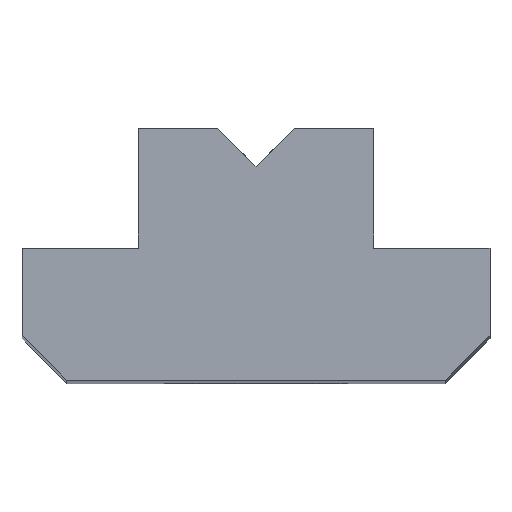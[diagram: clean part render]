
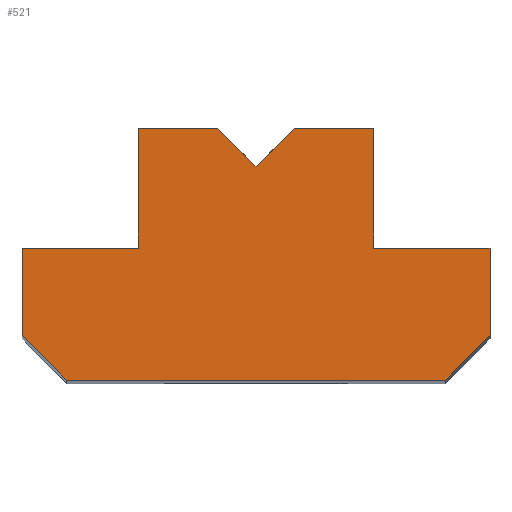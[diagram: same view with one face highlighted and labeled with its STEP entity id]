
A CAD part, top view. The second image highlights one B-rep face of the part: STEP entity #521.
In plain terms, the highlighted planar face has unit normal (0, 0, 1).
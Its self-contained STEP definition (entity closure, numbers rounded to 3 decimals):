
#83=FACE_OUTER_BOUND('',#116,.T.);
#116=EDGE_LOOP('',(#463,#464,#465,#466,#467,#468,#469,#470,#471,#472,#473,
#474,#475));
#131=LINE('',#744,#176);
#134=LINE('',#753,#179);
#136=LINE('',#757,#181);
#138=LINE('',#761,#183);
#140=LINE('',#765,#185);
#144=LINE('',#777,#189);
#148=LINE('',#843,#193);
#151=LINE('',#857,#196);
#153=LINE('',#862,#198);
#155=LINE('',#866,#200);
#157=LINE('',#870,#202);
#159=LINE('',#874,#204);
#161=LINE('',#877,#206);
#176=VECTOR('',#591,15.754);
#179=VECTOR('',#600,2.649);
#181=VECTOR('',#604,3.627);
#183=VECTOR('',#608,4.85);
#185=VECTOR('',#612,5.);
#189=VECTOR('',#622,3.3);
#193=VECTOR('',#676,2.263);
#196=VECTOR('',#687,2.263);
#198=VECTOR('',#693,2.649);
#200=VECTOR('',#697,3.627);
#202=VECTOR('',#701,4.85);
#204=VECTOR('',#705,5.);
#206=VECTOR('',#709,3.3);
#220=VERTEX_POINT('',#741);
#221=VERTEX_POINT('',#743);
#224=VERTEX_POINT('',#751);
#225=VERTEX_POINT('',#755);
#226=VERTEX_POINT('',#759);
#227=VERTEX_POINT('',#763);
#232=VERTEX_POINT('',#775);
#251=VERTEX_POINT('',#841);
#252=VERTEX_POINT('',#855);
#253=VERTEX_POINT('',#861);
#254=VERTEX_POINT('',#865);
#255=VERTEX_POINT('',#869);
#256=VERTEX_POINT('',#873);
#271=EDGE_CURVE('',#220,#221,#131,.T.);
#276=EDGE_CURVE('',#224,#220,#134,.T.);
#278=EDGE_CURVE('',#225,#224,#136,.T.);
#280=EDGE_CURVE('',#226,#225,#138,.T.);
#282=EDGE_CURVE('',#227,#226,#140,.T.);
#288=EDGE_CURVE('',#232,#227,#144,.T.);
#314=EDGE_CURVE('',#251,#232,#148,.T.);
#319=EDGE_CURVE('',#252,#251,#151,.T.);
#321=EDGE_CURVE('',#221,#253,#153,.T.);
#323=EDGE_CURVE('',#253,#254,#155,.T.);
#325=EDGE_CURVE('',#254,#255,#157,.T.);
#327=EDGE_CURVE('',#255,#256,#159,.T.);
#329=EDGE_CURVE('',#256,#252,#161,.T.);
#463=ORIENTED_EDGE('',*,*,#321,.F.);
#464=ORIENTED_EDGE('',*,*,#271,.F.);
#465=ORIENTED_EDGE('',*,*,#276,.F.);
#466=ORIENTED_EDGE('',*,*,#278,.F.);
#467=ORIENTED_EDGE('',*,*,#280,.F.);
#468=ORIENTED_EDGE('',*,*,#282,.F.);
#469=ORIENTED_EDGE('',*,*,#288,.F.);
#470=ORIENTED_EDGE('',*,*,#314,.F.);
#471=ORIENTED_EDGE('',*,*,#319,.F.);
#472=ORIENTED_EDGE('',*,*,#329,.F.);
#473=ORIENTED_EDGE('',*,*,#327,.F.);
#474=ORIENTED_EDGE('',*,*,#325,.F.);
#475=ORIENTED_EDGE('',*,*,#323,.F.);
#494=PLANE('',#570);
#521=ADVANCED_FACE('',(#83),#494,.T.);
#570=AXIS2_PLACEMENT_3D('',#878,#710,#711);
#591=DIRECTION('',(-1.,0.,0.));
#600=DIRECTION('',(-0.707,-0.707,0.));
#604=DIRECTION('',(0.,-1.,0.));
#608=DIRECTION('',(1.,0.,0.));
#612=DIRECTION('',(0.,-1.,0.));
#622=DIRECTION('',(1.,0.,0.));
#676=DIRECTION('',(0.707,0.707,0.));
#687=DIRECTION('',(0.707,-0.707,0.));
#693=DIRECTION('',(-0.707,0.707,0.));
#697=DIRECTION('',(0.,1.,0.));
#701=DIRECTION('',(1.,0.,0.));
#705=DIRECTION('',(0.,1.,0.));
#709=DIRECTION('',(1.,0.,0.));
#710=DIRECTION('center_axis',(0.,0.,1.));
#711=DIRECTION('ref_axis',(1.,0.,0.));
#741=CARTESIAN_POINT('',(7.877,-5.25,190.));
#743=CARTESIAN_POINT('',(-7.877,-5.25,190.));
#744=CARTESIAN_POINT('',(-7.877,-5.25,190.));
#751=CARTESIAN_POINT('',(9.75,-3.377,190.));
#753=CARTESIAN_POINT('',(7.877,-5.25,190.));
#755=CARTESIAN_POINT('',(9.75,0.25,190.));
#757=CARTESIAN_POINT('',(9.75,-3.377,190.));
#759=CARTESIAN_POINT('',(4.9,0.25,190.));
#761=CARTESIAN_POINT('',(9.75,0.25,190.));
#763=CARTESIAN_POINT('',(4.9,5.25,190.));
#765=CARTESIAN_POINT('',(4.9,0.25,190.));
#775=CARTESIAN_POINT('',(1.6,5.25,190.));
#777=CARTESIAN_POINT('',(4.9,5.25,190.));
#841=CARTESIAN_POINT('',(0.,3.65,190.));
#843=CARTESIAN_POINT('',(1.6,5.25,190.));
#855=CARTESIAN_POINT('',(-1.6,5.25,190.));
#857=CARTESIAN_POINT('',(0.,3.65,190.));
#861=CARTESIAN_POINT('',(-9.75,-3.377,190.));
#862=CARTESIAN_POINT('',(-9.75,-3.377,190.));
#865=CARTESIAN_POINT('',(-9.75,0.25,190.));
#866=CARTESIAN_POINT('',(-9.75,0.25,190.));
#869=CARTESIAN_POINT('',(-4.9,0.25,190.));
#870=CARTESIAN_POINT('',(-4.9,0.25,190.));
#873=CARTESIAN_POINT('',(-4.9,5.25,190.));
#874=CARTESIAN_POINT('',(-4.9,5.25,190.));
#877=CARTESIAN_POINT('',(-1.6,5.25,190.));
#878=CARTESIAN_POINT('Origin',(0.,-0.544,190.));
